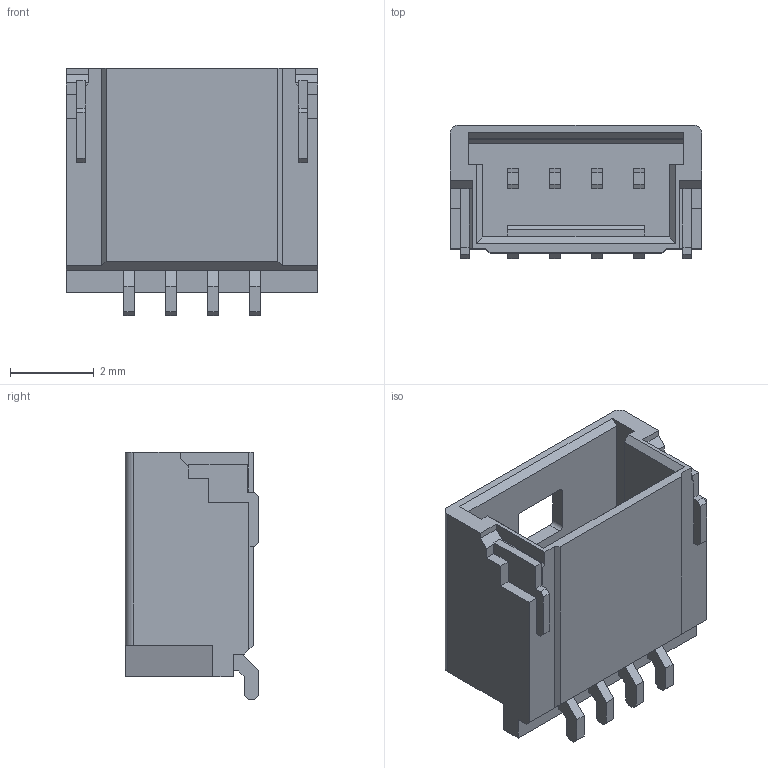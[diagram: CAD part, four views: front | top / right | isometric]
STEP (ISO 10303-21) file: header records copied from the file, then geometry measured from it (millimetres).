
FILE_DESCRIPTION((''),'2;1');
FILE_NAME('2023960407','2017-07-18T',('ksrinivasara'),(''),'PRO/ENGINEER BY PARAMETRIC TECHNOLOGY CORPORATION, 2012310','PRO/ENGINEER BY PARAMETRIC TECHNOLOGY CORPORATION, 2012310','');
FILE_SCHEMA(('CONFIG_CONTROL_DESIGN'));
Length unit declared in the file: millimetre
Products named in the file (1): 2023960407
Bounding box: 6 x 3.19 x 5.9 mm (x, y, z)
Volume: 50.5 mm3; surface area: 203.3 mm2
Topology: 1 solids, 1 shells, 158 faces, 465 edges, 314 vertices
Faces by surface type: plane 152, cylinder 6
Entity records: 5162 total; most frequent: CARTESIAN_POINT 914, ORIENTED_EDGE 882, DIRECTION 795, VECTOR 453, LINE 453, EDGE_CURVE 441, VERTEX_POINT 290, AXIS2_PLACEMENT_3D 171
